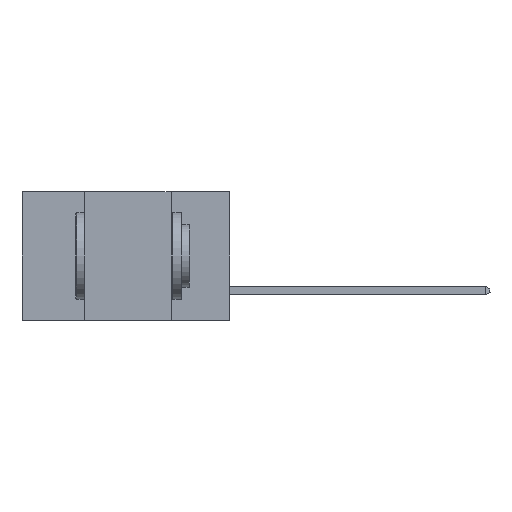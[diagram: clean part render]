
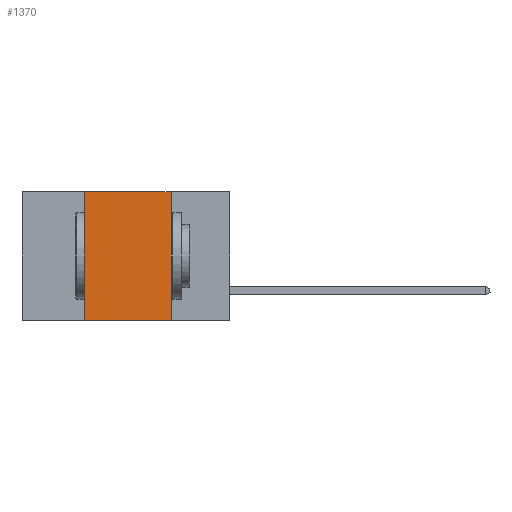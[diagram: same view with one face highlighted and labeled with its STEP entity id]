
A CAD part, left-side view. The second image highlights one B-rep face of the part: STEP entity #1370.
In plain terms, the highlighted planar face has unit normal (-1, 0, 0).
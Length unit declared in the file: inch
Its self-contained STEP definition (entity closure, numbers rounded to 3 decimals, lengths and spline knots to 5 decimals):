
#561 = DIRECTION ( 'NONE',  ( 1., 0., 0. ) ) ;
#678 = DIRECTION ( 'NONE',  ( 0., -1., 0. ) ) ;
#892 = VERTEX_POINT ( 'NONE', #5911 ) ;
#1370 = ADVANCED_FACE ( 'NONE', ( #8319 ), #9661, .F. ) ;
#1728 = CARTESIAN_POINT ( 'NONE',  ( 0., 0.6, 0. ) ) ;
#1990 = VECTOR ( 'NONE', #11002, 39.37008 ) ;
#3041 = EDGE_CURVE ( 'NONE', #892, #3570, #11528, .T. ) ;
#3570 = VERTEX_POINT ( 'NONE', #10197 ) ;
#3757 = CARTESIAN_POINT ( 'NONE',  ( 0., 0.17, 0. ) ) ;
#3836 = EDGE_LOOP ( 'NONE', ( #9163, #5790, #7846, #8053 ) ) ;
#4034 = CARTESIAN_POINT ( 'NONE',  ( 0., 0.17, 0. ) ) ;
#4132 = EDGE_CURVE ( 'NONE', #9278, #13650, #7383, .T. ) ;
#5126 = EDGE_CURVE ( 'NONE', #892, #13650, #13464, .T. ) ;
#5188 = CARTESIAN_POINT ( 'NONE',  ( 0., 0.42, 0. ) ) ;
#5790 = ORIENTED_EDGE ( 'NONE', *, *, #11181, .F. ) ;
#5911 = CARTESIAN_POINT ( 'NONE',  ( 0., 0.42, -0.37 ) ) ;
#6653 = VECTOR ( 'NONE', #678, 39.37008 ) ;
#6662 = AXIS2_PLACEMENT_3D ( 'NONE', #1728, #561, #11958 ) ;
#7058 = VECTOR ( 'NONE', #11902, 39.37008 ) ;
#7383 = LINE ( 'NONE', #4034, #1990 ) ;
#7590 = CARTESIAN_POINT ( 'NONE',  ( 0., 0.17, -0.37 ) ) ;
#7846 = ORIENTED_EDGE ( 'NONE', *, *, #3041, .F. ) ;
#8053 = ORIENTED_EDGE ( 'NONE', *, *, #5126, .T. ) ;
#8319 = FACE_OUTER_BOUND ( 'NONE', #3836, .T. ) ;
#8631 = CARTESIAN_POINT ( 'NONE',  ( 0., 0.6, 0. ) ) ;
#8674 = LINE ( 'NONE', #8631, #11357 ) ;
#9163 = ORIENTED_EDGE ( 'NONE', *, *, #4132, .F. ) ;
#9278 = VERTEX_POINT ( 'NONE', #3757 ) ;
#9661 = PLANE ( 'NONE',  #6662 ) ;
#10197 = CARTESIAN_POINT ( 'NONE',  ( 0., 0.42, 0. ) ) ;
#11002 = DIRECTION ( 'NONE',  ( 0., 0., -1. ) ) ;
#11181 = EDGE_CURVE ( 'NONE', #3570, #9278, #8674, .T. ) ;
#11357 = VECTOR ( 'NONE', #12336, 39.37008 ) ;
#11528 = LINE ( 'NONE', #5188, #7058 ) ;
#11902 = DIRECTION ( 'NONE',  ( 0., 0., 1. ) ) ;
#11958 = DIRECTION ( 'NONE',  ( 0., 0., -1. ) ) ;
#12336 = DIRECTION ( 'NONE',  ( 0., -1., 0. ) ) ;
#13223 = CARTESIAN_POINT ( 'NONE',  ( 0., 0.6, -0.37 ) ) ;
#13464 = LINE ( 'NONE', #13223, #6653 ) ;
#13650 = VERTEX_POINT ( 'NONE', #7590 ) ;
